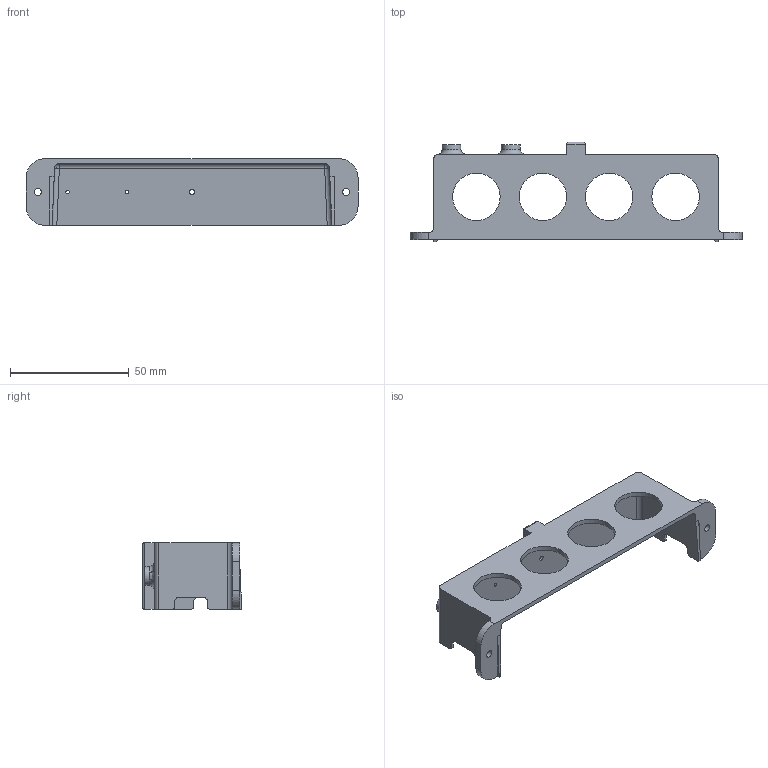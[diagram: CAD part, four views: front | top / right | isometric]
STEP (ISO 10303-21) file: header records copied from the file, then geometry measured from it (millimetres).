
FILE_DESCRIPTION(/* description */ (''),/* implementation_level */ '2;1');
FILE_NAME(/* name */ 'AC_DC_housing_v2.step',/* time_stamp */ '2025-07-25T11:22:55+02:00',/* author */ (''),/* organization */ (''),/* preprocessor_version */ 'ST-DEVELOPER v20.1',/* originating_system */ 'Autodesk Translation Framework v14.10.0.0',/* authorisation */ '');
FILE_SCHEMA (('AUTOMOTIVE_DESIGN { 1 0 10303 214 3 1 1 }'));
Length unit declared in the file: millimetre
Products named in the file (1): AC_DC_housing_v2
Bounding box: 140 x 41.94 x 28 mm (x, y, z)
Volume: 18582.7 mm3; surface area: 18146.9 mm2
Topology: 1 solids, 1 shells, 79 faces, 209 edges, 133 vertices
Faces by surface type: cylinder 38, plane 36, torus 2, sphere 2, bspline 1
Full cylindrical faces by diameter (mm): 1.5 x2, 2 x1, 3 x2, 6 x2, 8 x2, 20 x4
Entity records: 2548 total; most frequent: CARTESIAN_POINT 459, DIRECTION 444, ORIENTED_EDGE 418, EDGE_CURVE 209, AXIS2_PLACEMENT_3D 159, VERTEX_POINT 133, LINE 126, VECTOR 126
